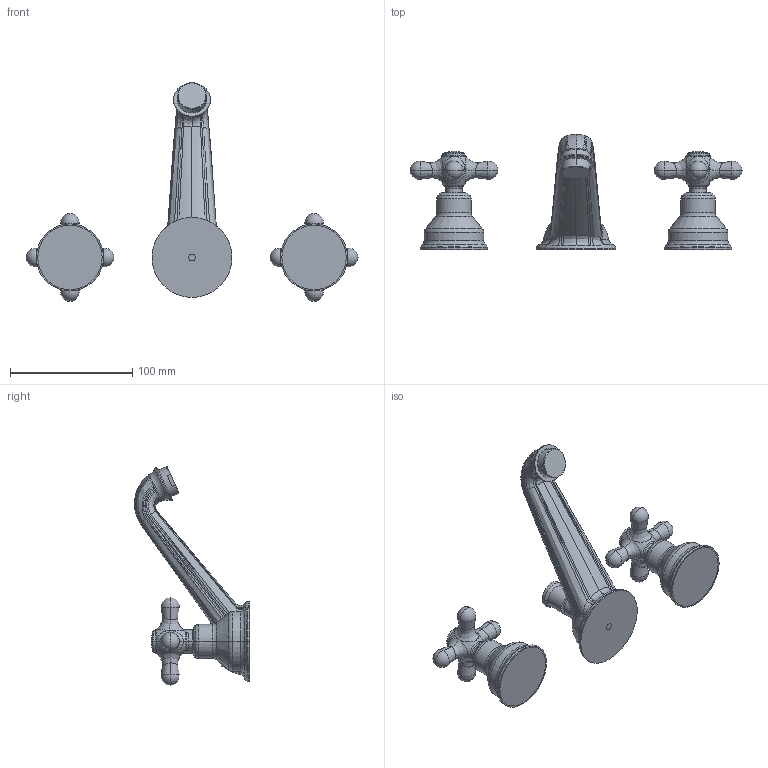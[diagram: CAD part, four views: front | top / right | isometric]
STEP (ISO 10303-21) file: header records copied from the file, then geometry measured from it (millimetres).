
FILE_DESCRIPTION((''),'2;1');
FILE_NAME('IRV051CR','2021-11-10T17:03:49',('ut3'),('PAFFONI SpA'),'CREO PARAMETRIC BY PTC INC, 2020044','CREO PARAMETRIC BY PTC INC, 2020044','');
FILE_SCHEMA(('CONFIG_CONTROL_DESIGN','SHAPE_APPEARANCE_LAYERS_GROUPS'));
Length unit declared in the file: millimetre
Products named in the file (1): IRV051CR
Bounding box: 272 x 94.26 x 179.22 mm (x, y, z)
Volume: 227551.2 mm3; surface area: 78568 mm2
Topology: 6 solids, 6 shells, 511 faces, 1094 edges, 596 vertices
Faces by surface type: cone 124, bspline 121, plane 118, cylinder 82, torus 46, sphere 20
Entity records: 24508 total; most frequent: CARTESIAN_POINT 10907, ORIENTED_EDGE 2140, DIRECTION 1954, EDGE_CURVE 1070, AXIS2_PLACEMENT_3D 868, VERTEX_POINT 596, EDGE_LOOP 536, FILL_AREA_STYLE_COLOUR 512
